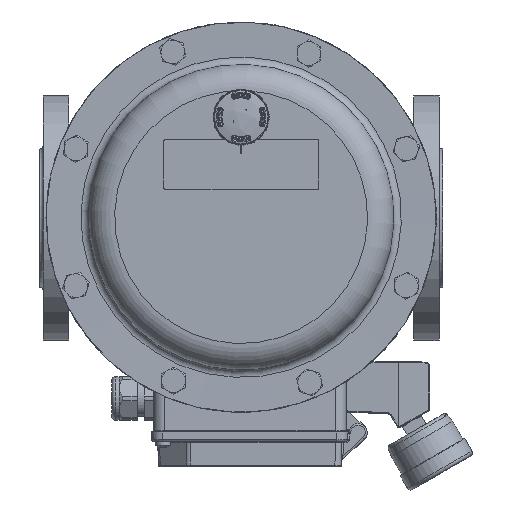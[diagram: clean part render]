
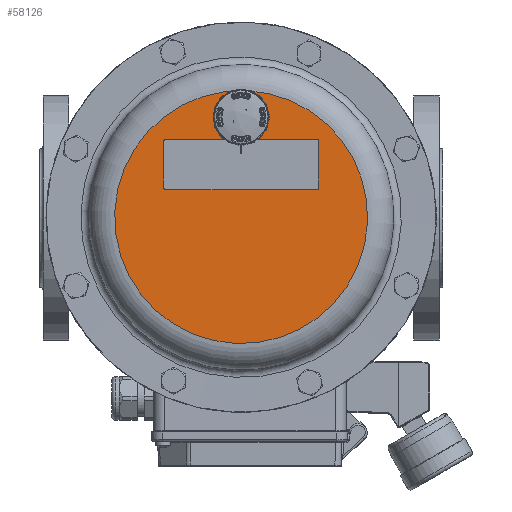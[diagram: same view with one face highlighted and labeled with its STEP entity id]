
A CAD part, top view. The second image highlights one B-rep face of the part: STEP entity #58126.
In plain terms, the highlighted planar face has unit normal (0, 0, 1).
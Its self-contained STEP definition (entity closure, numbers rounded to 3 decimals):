
#4647=FACE_BOUND('',#13094,.T.);
#4648=FACE_BOUND('',#13095,.T.);
#6201=CIRCLE('',#62290,10.35);
#6271=CIRCLE('',#62387,69.65);
#6524=CIRCLE('',#62948,1.);
#6525=CIRCLE('',#62951,1.);
#6526=CIRCLE('',#62954,1.);
#6527=CIRCLE('',#62957,1.);
#6528=CIRCLE('',#63007,10.35);
#9656=FACE_OUTER_BOUND('',#13093,.T.);
#13093=EDGE_LOOP('',(#46035));
#13094=EDGE_LOOP('',(#46036,#46037,#46038,#46039,#46040,#46041,#46042,#46043));
#13095=EDGE_LOOP('',(#46044,#46045));
#16525=LINE('',#115901,#19822);
#16529=LINE('',#115910,#19826);
#16532=LINE('',#115918,#19829);
#16535=LINE('',#115926,#19832);
#19822=VECTOR('',#74630,1000.);
#19826=VECTOR('',#74640,1000.);
#19829=VECTOR('',#74649,1000.);
#19832=VECTOR('',#74658,1000.);
#23975=VERTEX_POINT('',#112555);
#23976=VERTEX_POINT('',#112556);
#24062=VERTEX_POINT('',#113140);
#24544=VERTEX_POINT('',#115899);
#24545=VERTEX_POINT('',#115900);
#24546=VERTEX_POINT('',#115905);
#24547=VERTEX_POINT('',#115909);
#24548=VERTEX_POINT('',#115913);
#24549=VERTEX_POINT('',#115917);
#24550=VERTEX_POINT('',#115921);
#24551=VERTEX_POINT('',#115925);
#30977=EDGE_CURVE('',#23975,#23976,#6201,.T.);
#31094=EDGE_CURVE('',#24062,#24062,#6271,.T.);
#31868=EDGE_CURVE('',#24544,#24545,#16525,.T.);
#31871=EDGE_CURVE('',#24545,#24546,#6524,.T.);
#31873=EDGE_CURVE('',#24546,#24547,#16529,.T.);
#31875=EDGE_CURVE('',#24547,#24548,#6525,.T.);
#31877=EDGE_CURVE('',#24548,#24549,#16532,.T.);
#31879=EDGE_CURVE('',#24549,#24550,#6526,.T.);
#31881=EDGE_CURVE('',#24550,#24551,#16535,.T.);
#31883=EDGE_CURVE('',#24551,#24544,#6527,.T.);
#31956=EDGE_CURVE('',#23976,#23975,#6528,.T.);
#46035=ORIENTED_EDGE('',*,*,#31094,.F.);
#46036=ORIENTED_EDGE('',*,*,#31883,.F.);
#46037=ORIENTED_EDGE('',*,*,#31881,.F.);
#46038=ORIENTED_EDGE('',*,*,#31879,.F.);
#46039=ORIENTED_EDGE('',*,*,#31877,.F.);
#46040=ORIENTED_EDGE('',*,*,#31875,.F.);
#46041=ORIENTED_EDGE('',*,*,#31873,.F.);
#46042=ORIENTED_EDGE('',*,*,#31871,.F.);
#46043=ORIENTED_EDGE('',*,*,#31868,.F.);
#46044=ORIENTED_EDGE('',*,*,#31956,.T.);
#46045=ORIENTED_EDGE('',*,*,#30977,.T.);
#52307=PLANE('',#63006);
#58126=ADVANCED_FACE('',(#9656,#4647,#4648),#52307,.F.);
#62290=AXIS2_PLACEMENT_3D('',#112557,#73073,#73074);
#62387=AXIS2_PLACEMENT_3D('',#113142,#73293,#73294);
#62948=AXIS2_PLACEMENT_3D('',#115906,#74635,#74636);
#62951=AXIS2_PLACEMENT_3D('',#115914,#74644,#74645);
#62954=AXIS2_PLACEMENT_3D('',#115922,#74653,#74654);
#62957=AXIS2_PLACEMENT_3D('',#115929,#74662,#74663);
#63006=AXIS2_PLACEMENT_3D('',#116074,#74832,#74833);
#63007=AXIS2_PLACEMENT_3D('',#116075,#74834,#74835);
#73073=DIRECTION('center_axis',(0.,0.,
-1.));
#73074=DIRECTION('ref_axis',(-0.924,0.383,0.));
#73293=DIRECTION('center_axis',(0.,0.,
-1.));
#73294=DIRECTION('ref_axis',(-0.924,0.383,0.));
#74630=DIRECTION('',(0.,1.,0.));
#74635=DIRECTION('center_axis',(0.,0.,
1.));
#74636=DIRECTION('ref_axis',(0.,-1.,0.));
#74640=DIRECTION('',(-1.,0.,0.));
#74644=DIRECTION('center_axis',(0.,0.,
1.));
#74645=DIRECTION('ref_axis',(0.,-1.,0.));
#74649=DIRECTION('',(0.,-1.,0.));
#74653=DIRECTION('center_axis',(0.,0.,
1.));
#74654=DIRECTION('ref_axis',(0.,-1.,0.));
#74658=DIRECTION('',(1.,0.,0.));
#74662=DIRECTION('center_axis',(0.,0.,
1.));
#74663=DIRECTION('ref_axis',(0.,-1.,0.));
#74832=DIRECTION('center_axis',(0.,0.,
-1.));
#74833=DIRECTION('ref_axis',(-0.924,0.383,0.));
#74834=DIRECTION('center_axis',(0.,0.,
-1.));
#74835=DIRECTION('ref_axis',(-0.924,0.383,0.));
#112555=CARTESIAN_POINT('',(0.,65.35,301.));
#112556=CARTESIAN_POINT('',(0.,44.65,301.));
#112557=CARTESIAN_POINT('Origin',(0.,55.,301.));
#113140=CARTESIAN_POINT('',(64.348,-26.654,301.));
#113142=CARTESIAN_POINT('Origin',(0.,0.,
301.));
#115899=CARTESIAN_POINT('',(42.5,16.,301.));
#115900=CARTESIAN_POINT('',(42.5,42.,301.));
#115901=CARTESIAN_POINT('',(42.5,16.,301.));
#115905=CARTESIAN_POINT('',(41.5,43.,301.));
#115906=CARTESIAN_POINT('Origin',(41.5,42.,301.));
#115909=CARTESIAN_POINT('',(-41.5,43.,301.));
#115910=CARTESIAN_POINT('',(41.5,43.,301.));
#115913=CARTESIAN_POINT('',(-42.5,42.,301.));
#115914=CARTESIAN_POINT('Origin',(-41.5,42.,301.));
#115917=CARTESIAN_POINT('',(-42.5,16.,301.));
#115918=CARTESIAN_POINT('',(-42.5,16.,301.));
#115921=CARTESIAN_POINT('',(-41.5,15.,301.));
#115922=CARTESIAN_POINT('Origin',(-41.5,16.,301.));
#115925=CARTESIAN_POINT('',(41.5,15.,301.));
#115926=CARTESIAN_POINT('',(41.5,15.,301.));
#115929=CARTESIAN_POINT('Origin',(41.5,16.,301.));
#116074=CARTESIAN_POINT('Origin',(0.,0.,
301.));
#116075=CARTESIAN_POINT('Origin',(0.,55.,301.));
